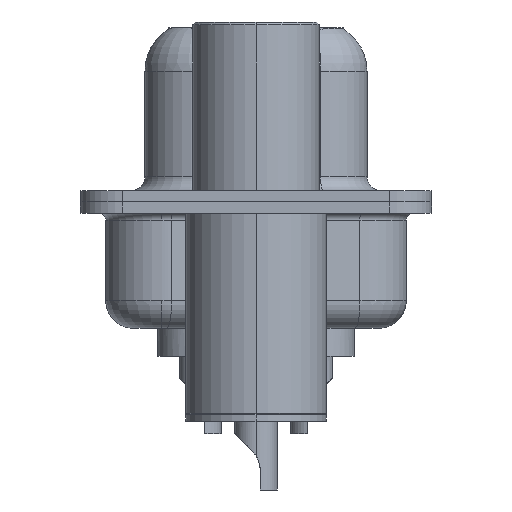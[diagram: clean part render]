
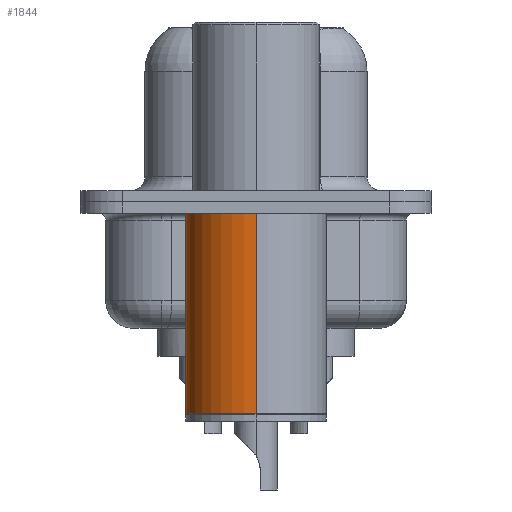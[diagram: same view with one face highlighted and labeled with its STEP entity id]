
A CAD part, left-side view. The second image highlights one B-rep face of the part: STEP entity #1844.
In plain terms, the highlighted cylindrical face has radius 2.5 mm (diameter 5 mm), a partial arc.
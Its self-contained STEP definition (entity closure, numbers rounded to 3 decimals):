
#244 = AXIS2_PLACEMENT_3D ( 'NONE', #18477, #3724, #10279 ) ;
#281 = VECTOR ( 'NONE', #4844, 1000. ) ;
#374 = VERTEX_POINT ( 'NONE', #11968 ) ;
#396 = VERTEX_POINT ( 'NONE', #4975 ) ;
#614 = VECTOR ( 'NONE', #2277, 1000. ) ;
#640 = FACE_OUTER_BOUND ( 'NONE', #2285, .T. ) ;
#1455 = CARTESIAN_POINT ( 'NONE',  ( 2.5, 0., -0.4 ) ) ;
#1844 = ADVANCED_FACE ( 'NONE', ( #640 ), #10741, .T. ) ;
#2277 = DIRECTION ( 'NONE',  ( 0., 0., 1. ) ) ;
#2285 = EDGE_LOOP ( 'NONE', ( #16306, #14593, #15129, #10267 ) ) ;
#2318 = CIRCLE ( 'NONE', #8171, 2.5 ) ;
#3724 = DIRECTION ( 'NONE',  ( 0., 0., 1. ) ) ;
#3894 = CARTESIAN_POINT ( 'NONE',  ( -2.5, 0., 0.581 ) ) ;
#4844 = DIRECTION ( 'NONE',  ( 0., 0., 1. ) ) ;
#4975 = CARTESIAN_POINT ( 'NONE',  ( 2.5, 0., -7.525 ) ) ;
#5936 = LINE ( 'NONE', #20567, #281 ) ;
#7799 = CIRCLE ( 'NONE', #244, 2.5 ) ;
#8171 = AXIS2_PLACEMENT_3D ( 'NONE', #16725, #20350, #8960 ) ;
#8715 = CARTESIAN_POINT ( 'NONE',  ( 0., 0., 0.581 ) ) ;
#8960 = DIRECTION ( 'NONE',  ( 1., 0., 0. ) ) ;
#10267 = ORIENTED_EDGE ( 'NONE', *, *, #17267, .F. ) ;
#10279 = DIRECTION ( 'NONE',  ( 1., 0., 0. ) ) ;
#10627 = CARTESIAN_POINT ( 'NONE',  ( -2.5, 0., -0.4 ) ) ;
#10741 = CYLINDRICAL_SURFACE ( 'NONE', #11563, 2.5 ) ;
#11563 = AXIS2_PLACEMENT_3D ( 'NONE', #8715, #19030, #20638 ) ;
#11968 = CARTESIAN_POINT ( 'NONE',  ( -2.5, 0., -7.525 ) ) ;
#12169 = EDGE_CURVE ( 'NONE', #396, #374, #2318, .T. ) ;
#12249 = EDGE_CURVE ( 'NONE', #374, #17661, #18649, .T. ) ;
#14593 = ORIENTED_EDGE ( 'NONE', *, *, #12249, .T. ) ;
#15129 = ORIENTED_EDGE ( 'NONE', *, *, #16714, .F. ) ;
#16306 = ORIENTED_EDGE ( 'NONE', *, *, #12169, .T. ) ;
#16714 = EDGE_CURVE ( 'NONE', #20463, #17661, #7799, .T. ) ;
#16725 = CARTESIAN_POINT ( 'NONE',  ( 0., 0., -7.525 ) ) ;
#17267 = EDGE_CURVE ( 'NONE', #396, #20463, #5936, .T. ) ;
#17661 = VERTEX_POINT ( 'NONE', #10627 ) ;
#18477 = CARTESIAN_POINT ( 'NONE',  ( 0., 0., -0.4 ) ) ;
#18649 = LINE ( 'NONE', #3894, #614 ) ;
#19030 = DIRECTION ( 'NONE',  ( 0., 0., 1. ) ) ;
#20350 = DIRECTION ( 'NONE',  ( 0., 0., 1. ) ) ;
#20463 = VERTEX_POINT ( 'NONE', #1455 ) ;
#20567 = CARTESIAN_POINT ( 'NONE',  ( 2.5, 0., 0.581 ) ) ;
#20638 = DIRECTION ( 'NONE',  ( 1., 0., 0. ) ) ;
